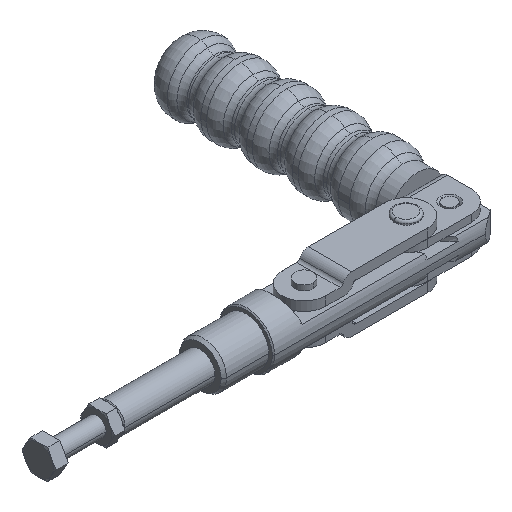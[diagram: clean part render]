
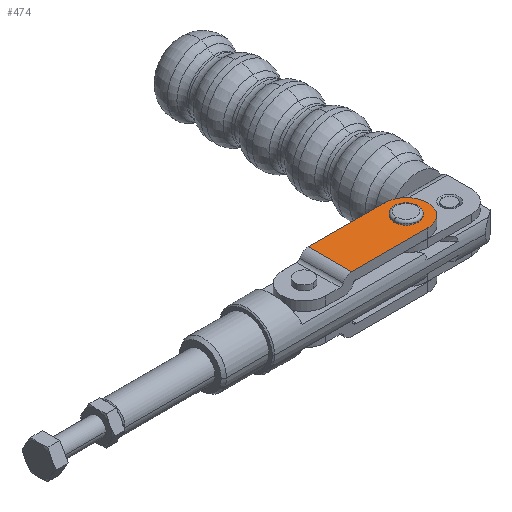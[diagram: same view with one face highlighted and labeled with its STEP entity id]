
A CAD part, isometric view. The second image highlights one B-rep face of the part: STEP entity #474.
In plain terms, the highlighted planar face has unit normal (0, 0, 1).
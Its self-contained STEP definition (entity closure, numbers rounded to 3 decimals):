
#474 = ADVANCED_FACE( '', ( #1005, #1006 ), #1007, .T. );
#1005 = FACE_BOUND( '', #1643, .T. );
#1006 = FACE_OUTER_BOUND( '', #1644, .T. );
#1007 = PLANE( '', #1645 );
#1643 = EDGE_LOOP( '', ( #3559, #3560 ) );
#1644 = EDGE_LOOP( '', ( #3561, #3562, #3563, #3564 ) );
#1645 = AXIS2_PLACEMENT_3D( '', #3565, #3566, #3567 );
#3559 = ORIENTED_EDGE( '', *, *, #4785, .T. );
#3560 = ORIENTED_EDGE( '', *, *, #4814, .T. );
#3561 = ORIENTED_EDGE( '', *, *, #4830, .T. );
#3562 = ORIENTED_EDGE( '', *, *, #4851, .T. );
#3563 = ORIENTED_EDGE( '', *, *, #4871, .F. );
#3564 = ORIENTED_EDGE( '', *, *, #4872, .F. );
#3565 = CARTESIAN_POINT( '', ( 99.5, -9.5, 12.275 ) );
#3566 = DIRECTION( '', ( 0., 0., 1. ) );
#3567 = DIRECTION( '', ( 1., 0., 0. ) );
#4785 = EDGE_CURVE( '', #5921, #5927, #5929, .T. );
#4814 = EDGE_CURVE( '', #5927, #5921, #5976, .T. );
#4830 = EDGE_CURVE( '', #5998, #5999, #6000, .T. );
#4851 = EDGE_CURVE( '', #5999, #6036, #6038, .T. );
#4871 = EDGE_CURVE( '', #6067, #6036, #6068, .T. );
#4872 = EDGE_CURVE( '', #5998, #6067, #6069, .T. );
#5921 = VERTEX_POINT( '', #7864 );
#5927 = VERTEX_POINT( '', #7871 );
#5929 = CIRCLE( '', #7874, 5.3 );
#5976 = CIRCLE( '', #7927, 5.3 );
#5998 = VERTEX_POINT( '', #7954 );
#5999 = VERTEX_POINT( '', #7955 );
#6000 = CIRCLE( '', #7956, 9.5 );
#6036 = VERTEX_POINT( '', #8003 );
#6038 = LINE( '', #8005, #8006 );
#6067 = VERTEX_POINT( '', #8045 );
#6068 = LINE( '', #8046, #8047 );
#6069 = LINE( '', #8048, #8049 );
#7864 = CARTESIAN_POINT( '', ( 90., -5.3, 12.275 ) );
#7871 = CARTESIAN_POINT( '', ( 90., 5.3, 12.275 ) );
#7874 = AXIS2_PLACEMENT_3D( '', #9800, #9801, #9802 );
#7927 = AXIS2_PLACEMENT_3D( '', #9875, #9876, #9877 );
#7954 = CARTESIAN_POINT( '', ( 90., -9.5, 12.275 ) );
#7955 = CARTESIAN_POINT( '', ( 90., 9.5, 12.275 ) );
#7956 = AXIS2_PLACEMENT_3D( '', #9913, #9914, #9915 );
#8003 = CARTESIAN_POINT( '', ( 56.733, 9.5, 12.275 ) );
#8005 = CARTESIAN_POINT( '', ( 99.5, 9.5, 12.275 ) );
#8006 = VECTOR( '', #9954, 1. );
#8045 = CARTESIAN_POINT( '', ( 56.733, -9.5, 12.275 ) );
#8046 = CARTESIAN_POINT( '', ( 56.733, -9.5, 12.275 ) );
#8047 = VECTOR( '', #9992, 1. );
#8048 = CARTESIAN_POINT( '', ( 99.5, -9.5, 12.275 ) );
#8049 = VECTOR( '', #9993, 1. );
#9800 = CARTESIAN_POINT( '', ( 90., 0., 12.275 ) );
#9801 = DIRECTION( '', ( 0., 0., -1. ) );
#9802 = DIRECTION( '', ( 0., -1., 0. ) );
#9875 = CARTESIAN_POINT( '', ( 90., 0., 12.275 ) );
#9876 = DIRECTION( '', ( 0., 0., -1. ) );
#9877 = DIRECTION( '', ( 0., -1., 0. ) );
#9913 = CARTESIAN_POINT( '', ( 90., 0., 12.275 ) );
#9914 = DIRECTION( '', ( 0., 0., 1. ) );
#9915 = DIRECTION( '', ( 0., 1., 0. ) );
#9954 = DIRECTION( '', ( -1., 0., 0. ) );
#9992 = DIRECTION( '', ( 0., 1., 0. ) );
#9993 = DIRECTION( '', ( -1., 0., 0. ) );
